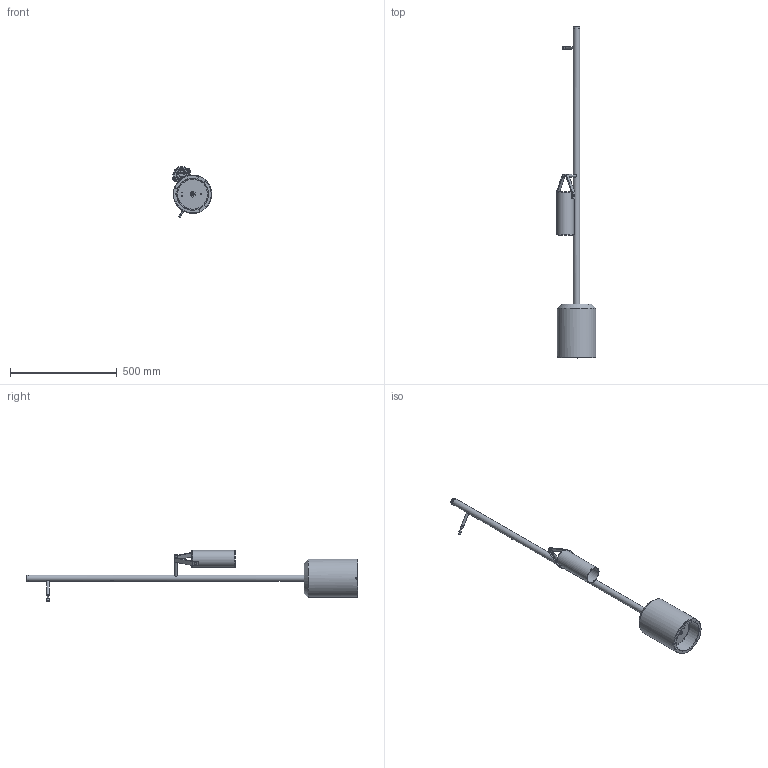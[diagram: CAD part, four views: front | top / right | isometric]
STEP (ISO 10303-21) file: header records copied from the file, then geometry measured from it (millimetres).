
FILE_DESCRIPTION(/* description */ (''),/* implementation_level */ '2;1');
FILE_NAME(/* name */ 'F440025500QZWL.stp',/* time_stamp */ '2020-01-15T11:21:19+01:00',/* author */ ('sghezzi'),/* organization */ (''),/* preprocessor_version */ 'ST-DEVELOPER v17.2',/* originating_system */ 'Autodesk Inventor 2019',/* authorisation */ '');
FILE_SCHEMA (('AUTOMOTIVE_DESIGN { 1 0 10303 214 3 1 1 }'));
Length unit declared in the file: millimetre
Products named in the file (32): Assieme_Lettura2_; Base marmo_2; 007440000_tubo1330; 007437600_Bacchetta 130; Perno filettato L40; perno avvita cavo; 003447600_Feltro sottobase settore De175 Di 155; 007447670_tappo asta_D30_M24; cuoio; vetro; scheda led entity_en1330; dissipatore sotto; dissipatore sopra; coperchietto chiusura; schermo diffusore; boccola x perno a saldare; 007437635_Vite blocca vetro; Distanziale_M3_H5; VITE TSICR M3x8; 061013010; 006526620_VITE_M4x7_TCb+_ZnBi; assieme Morsetto maschio e femmina 2poli_Phoenix contact; PTSM_0.5-2-PL-2.5; 1709450_01; PTSM_0.5-2-PI-2.5; staffa; 007447670_Tige base; 007447655_Inserto per tubo d30; oring x inserto per tubo; 006608842; 060006010; bloccacavo_NY
Assembly tree (47 placements, depth 4):
  Assieme_Lettura2_
    Base marmo_2
    007440000_tubo1330
    007437600_Bacchetta 130  x2
    Perno filettato L40  x2
    perno avvita cavo
    003447600_Feltro sottobase settore De175 Di 155  x3
    007447670_tappo asta_D30_M24
    cuoio
    vetro
    scheda led entity_en1330
    dissipatore sotto
    dissipatore sopra
    coperchietto chiusura
    schermo diffusore
    boccola x perno a saldare  x3
    007437635_Vite blocca vetro  x2
    Distanziale_M3_H5  x6
    VITE TSICR M3x8  x3
    061013010
    006526620_VITE_M4x7_TCb+_ZnBi  x2
    assieme Morsetto maschio e femmina 2poli_Phoenix contact
      PTSM_0.5-2-PL-2.5
      1709450_01
        PTSM_0.5-2-PI-2.5
    staffa
    007447670_Tige base
    007447655_Inserto per tubo d30
    oring x inserto per tubo
    060006010  x2
    006608842
    bloccacavo_NY
Bounding box: 185.86 x 1558 x 240.35 mm (x, y, z)
Volume: 5821156.7 mm3; surface area: 688906.4 mm2
Topology: 45 solids, 45 shells, 1435 faces, 3586 edges, 2332 vertices
Faces by surface type: plane 881, cylinder 434, cone 110, torus 6, bspline 2, sphere 2
Full cylindrical faces by diameter (mm): 2.459 x14, 3 x16, 3.2 x3, 3.242 x5, 3.5 x4, 4 x5, 4.917 x3, 5 x2, 5.5 x3, 6 x11, 7 x1, 8 x3, 10 x10, 11.5 x1, 12 x8, 12.5 x3, 13 x1, 14 x1, 14.917 x2, 16 x1, 17 x1, 18 x1, 24 x1, 27 x2, 30 x3, 32 x1, 40 x1, 50 x1, 62 x1, 68 x2
Entity records: 39707 total; most frequent: CARTESIAN_POINT 7331, DIRECTION 6710, ORIENTED_EDGE 6246, EDGE_CURVE 3123, AXIS2_PLACEMENT_3D 2316, LINE 2078, VECTOR 2078, VERTEX_POINT 2040
